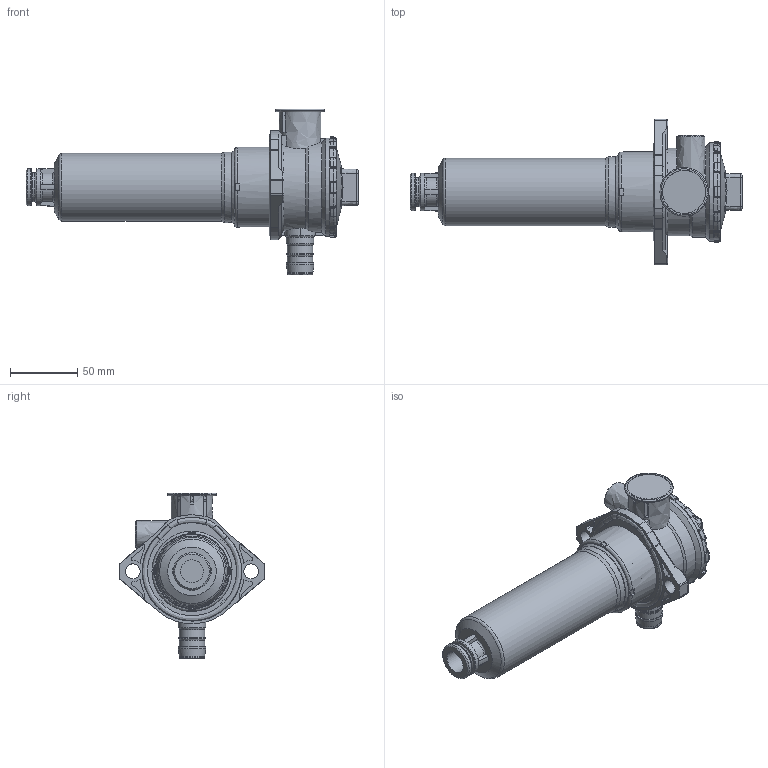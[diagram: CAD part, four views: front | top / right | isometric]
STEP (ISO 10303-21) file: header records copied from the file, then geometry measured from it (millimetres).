
FILE_DESCRIPTION((''),'2;1');
FILE_NAME( 'Ruecklauffilter(11382500(234024)).stp', '2013-04-12T10:45:51',('User'),('SDRC'),'I-DEAS Master Series 9','UNIX', 'Yes');
FILE_SCHEMA(('AUTOMOTIVE_DESIGN { 1 0 10303 214 1 1 1 1 }'));
Length unit declared in the file: millimetre
Products named in the file (1): 11382500(234024)
Bounding box: 246.7 x 108 x 123 mm (x, y, z)
Volume: 578070.5 mm3; surface area: 77931.8 mm2
Topology: 1 solids, 5 shells, 613 faces, 1579 edges, 992 vertices
Faces by surface type: bspline 613
Entity records: 22021 total; most frequent: CARTESIAN_POINT 13300, ORIENTED_EDGE 3062, EDGE_CURVE 1531, VERTEX_POINT 945, B_SPLINE_CURVE_WITH_KNOTS 787, EDGE_LOOP 644, FACE_OUTER_BOUND 613, ADVANCED_FACE 613
